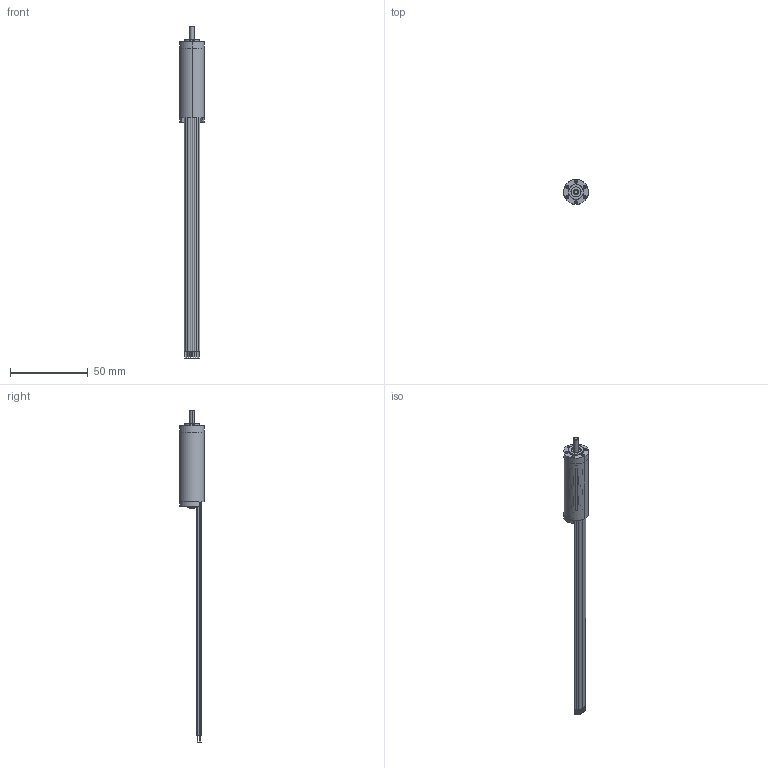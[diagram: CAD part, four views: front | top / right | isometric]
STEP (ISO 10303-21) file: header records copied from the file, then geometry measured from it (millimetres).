
FILE_DESCRIPTION((''),'2;1');
FILE_NAME('4611180000395_ASM','2022-04-29T11:04:36',('MS05792'),(''),'CREO PARAMETRIC BY PTC INC, 2018100','CREO PARAMETRIC BY PTC INC, 2018100','');
FILE_SCHEMA(('CONFIG_CONTROL_DESIGN'));
Products named in the file (24): 4219130000594; 4613101100176; 3698151100213; 4613104500086; 4613102300114_ASM; 4219120100400; 4713101003424; 4715450000171; 4713120012585_ASM; 4634140206717_AF6; 4713120012587_ASM; 4394000100540; 4219121305809; 4331101000822; 4333201500956; 4332101106037; 4394000100539; 4693220001119; 4613107700086_ASM; 4294501000099; 4219121305797; 4331101000678; 4613152000100_ASM; 4611180000395_ASM
Assembly tree (191 placements, depth 5):
  4611180000395_ASM
    4613152000100_ASM
      4613102300114_ASM
        4219130000594
        4613101100176  x166
        3698151100213
        4613104500086
      4713120012587_ASM
        4219120100400
        4713120012585_ASM
          4713101003424
          4715450000171  x3
        4634140206717_AF6
      4394000100540
      4219121305809
      4331101000822
      4333201500956
      4613107700086_ASM
        4332101106037
        4394000100539  x2
        4693220001119
      4294501000099
      4219121305797
      4331101000678
Bounding box: 16 x 16 x 214.1 mm (x, y, z)
Volume: 11103.2 mm3; surface area: 49962.2 mm2
Topology: 193 solids, 201 shells, 6369 faces, 16671 edges, 10716 vertices
Faces by surface type: cylinder 4838, bspline 840, plane 594, cone 74, torus 23
Entity records: 81352 total; most frequent: CARTESIAN_POINT 49577, ORIENTED_EDGE 6950, DIRECTION 5010, EDGE_CURVE 3491, AXIS2_PLACEMENT_3D 1981, VERTEX_POINT 1950, EDGE_LOOP 1731, B_SPLINE_CURVE_WITH_KNOTS 1667
